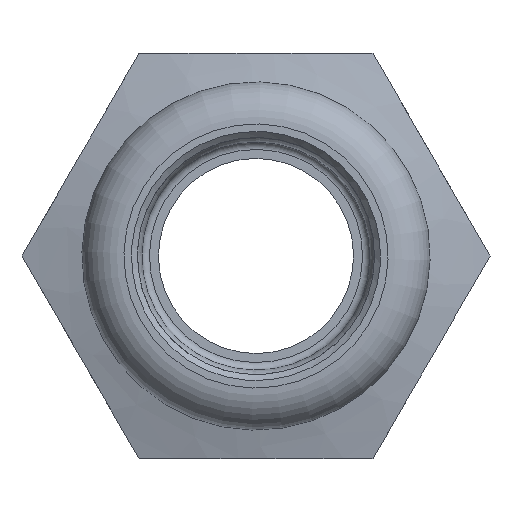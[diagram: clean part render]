
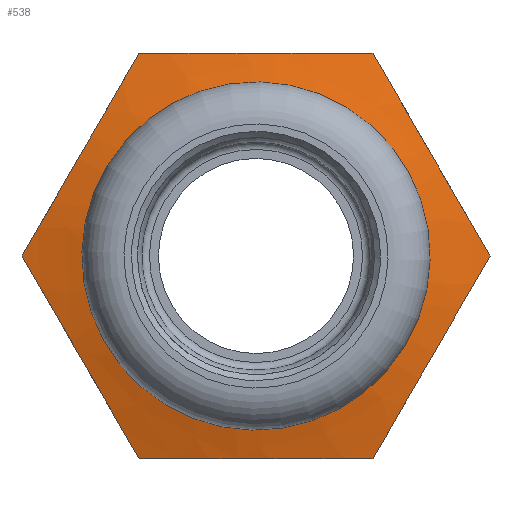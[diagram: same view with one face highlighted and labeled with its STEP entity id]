
A CAD part, left-side view. The second image highlights one B-rep face of the part: STEP entity #538.
In plain terms, the highlighted conical face has half-angle 75 degrees and reference radius 9 mm.
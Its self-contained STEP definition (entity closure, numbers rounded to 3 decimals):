
#57=CIRCLE('',#623,9.841);
#75=CONICAL_SURFACE('',#622,9.,1.309);
#103=FACE_OUTER_BOUND('',#140,.T.);
#140=EDGE_LOOP('',(#435,#436,#437,#438,#439,#440,#441,#442,#443,#444,#445));
#151=B_SPLINE_CURVE_WITH_KNOTS('',5,(#796,#797,#798,#799,#800,#801,#802,
#803,#804),.UNSPECIFIED.,.F.,.F.,(6,3,6),(0.,30.385,50.63),
 .UNSPECIFIED.);
#152=B_SPLINE_CURVE_WITH_KNOTS('',5,(#806,#807,#808,#809,#810,#811,#812,
#813,#814),.UNSPECIFIED.,.F.,.F.,(6,3,6),(0.,34.39,55.395),
 .UNSPECIFIED.);
#154=B_SPLINE_CURVE_WITH_KNOTS('',5,(#844,#845,#846,#847,#848,#849,#850,
#851,#852,#853,#854,#855,#856,#857,#858),.UNSPECIFIED.,.F.,.F.,(6,3,3,3,
6),(0.,26.316,60.212,90.198,106.026),
 .UNSPECIFIED.);
#156=B_SPLINE_CURVE_WITH_KNOTS('',5,(#874,#875,#876,#877,#878,#879,#880,
#881,#882,#883,#884,#885,#886,#887,#888),.UNSPECIFIED.,.F.,.F.,(6,3,3,3,
6),(0.,26.316,60.212,90.198,106.026),
 .UNSPECIFIED.);
#158=B_SPLINE_CURVE_WITH_KNOTS('',5,(#914,#915,#916,#917,#918,#919,#920,
#921,#922,#923,#924,#925,#926,#927,#928),.UNSPECIFIED.,.F.,.F.,(6,3,3,3,
6),(0.,26.316,60.212,90.198,106.026),
 .UNSPECIFIED.);
#160=B_SPLINE_CURVE_WITH_KNOTS('',5,(#942,#943,#944,#945,#946,#947,#948,
#949,#950),.UNSPECIFIED.,.F.,.F.,(6,3,6),(0.,30.385,50.63),
 .UNSPECIFIED.);
#161=B_SPLINE_CURVE_WITH_KNOTS('',5,(#952,#953,#954,#955,#956,#957,#958,
#959,#960),.UNSPECIFIED.,.F.,.F.,(6,3,6),(0.,34.39,55.395),
 .UNSPECIFIED.);
#165=B_SPLINE_CURVE_WITH_KNOTS('',5,(#989,#990,#991,#992,#993,#994,#995,
#996,#997,#998,#999,#1000,#1001,#1002,#1003),.UNSPECIFIED.,.F.,.F.,(6,3,
3,3,6),(0.,26.316,60.212,90.198,106.026),
 .UNSPECIFIED.);
#182=LINE('',#1088,#199);
#199=VECTOR('',#763,9.);
#203=VERTEX_POINT('',#793);
#204=VERTEX_POINT('',#795);
#205=VERTEX_POINT('',#805);
#210=VERTEX_POINT('',#843);
#213=VERTEX_POINT('',#872);
#218=VERTEX_POINT('',#913);
#220=VERTEX_POINT('',#941);
#221=VERTEX_POINT('',#951);
#242=VERTEX_POINT('',#1087);
#248=EDGE_CURVE('',#204,#203,#151,.T.);
#249=EDGE_CURVE('',#204,#205,#152,.T.);
#257=EDGE_CURVE('',#205,#210,#154,.T.);
#261=EDGE_CURVE('',#213,#203,#156,.T.);
#269=EDGE_CURVE('',#210,#218,#158,.T.);
#272=EDGE_CURVE('',#220,#218,#160,.T.);
#273=EDGE_CURVE('',#220,#221,#161,.T.);
#278=EDGE_CURVE('',#221,#213,#165,.T.);
#310=EDGE_CURVE('',#204,#242,#182,.T.);
#311=EDGE_CURVE('',#242,#242,#57,.T.);
#435=ORIENTED_EDGE('',*,*,#248,.T.);
#436=ORIENTED_EDGE('',*,*,#261,.F.);
#437=ORIENTED_EDGE('',*,*,#278,.F.);
#438=ORIENTED_EDGE('',*,*,#273,.F.);
#439=ORIENTED_EDGE('',*,*,#272,.T.);
#440=ORIENTED_EDGE('',*,*,#269,.F.);
#441=ORIENTED_EDGE('',*,*,#257,.F.);
#442=ORIENTED_EDGE('',*,*,#249,.F.);
#443=ORIENTED_EDGE('',*,*,#310,.T.);
#444=ORIENTED_EDGE('',*,*,#311,.T.);
#445=ORIENTED_EDGE('',*,*,#310,.F.);
#538=ADVANCED_FACE('',(#103),#75,.T.);
#622=AXIS2_PLACEMENT_3D('',#1086,#761,#762);
#623=AXIS2_PLACEMENT_3D('',#1089,#764,#765);
#761=DIRECTION('center_axis',(1.,0.,0.));
#762=DIRECTION('ref_axis',(0.,-0.878,-0.479));
#763=DIRECTION('',(-0.259,-0.848,-0.463));
#764=DIRECTION('center_axis',(1.,0.,0.));
#765=DIRECTION('ref_axis',(0.,-1.,0.));
#793=CARTESIAN_POINT('',(18.765,15.588,0.));
#795=CARTESIAN_POINT('',(18.207,11.851,6.474));
#796=CARTESIAN_POINT('Ctrl Pts',(18.207,11.851,6.474));
#797=CARTESIAN_POINT('Ctrl Pts',(18.212,12.257,5.77));
#798=CARTESIAN_POINT('Ctrl Pts',(18.233,12.666,5.063));
#799=CARTESIAN_POINT('Ctrl Pts',(18.272,13.081,4.343));
#800=CARTESIAN_POINT('Ctrl Pts',(18.365,13.796,3.105));
#801=CARTESIAN_POINT('Ctrl Pts',(18.517,14.571,1.762));
#802=CARTESIAN_POINT('Ctrl Pts',(18.587,14.894,1.203));
#803=CARTESIAN_POINT('Ctrl Pts',(18.67,15.231,0.618));
#804=CARTESIAN_POINT('Ctrl Pts',(18.765,15.588,0.));
#805=CARTESIAN_POINT('',(18.765,7.794,13.5));
#806=CARTESIAN_POINT('Ctrl Pts',(18.207,11.851,6.474));
#807=CARTESIAN_POINT('Ctrl Pts',(18.201,11.39,7.271));
#808=CARTESIAN_POINT('Ctrl Pts',(18.216,10.932,8.066));
#809=CARTESIAN_POINT('Ctrl Pts',(18.252,10.467,8.871));
#810=CARTESIAN_POINT('Ctrl Pts',(18.346,9.693,10.212));
#811=CARTESIAN_POINT('Ctrl Pts',(18.509,8.848,11.675));
#812=CARTESIAN_POINT('Ctrl Pts',(18.581,8.514,12.253));
#813=CARTESIAN_POINT('Ctrl Pts',(18.666,8.165,12.858));
#814=CARTESIAN_POINT('Ctrl Pts',(18.765,7.794,13.5));
#843=CARTESIAN_POINT('',(18.765,-7.794,13.5));
#844=CARTESIAN_POINT('Ctrl Pts',(18.765,7.794,13.5));
#845=CARTESIAN_POINT('Ctrl Pts',(18.641,6.866,13.5));
#846=CARTESIAN_POINT('Ctrl Pts',(18.539,6.003,13.5));
#847=CARTESIAN_POINT('Ctrl Pts',(18.456,5.188,13.5));
#848=CARTESIAN_POINT('Ctrl Pts',(18.302,3.404,13.5));
#849=CARTESIAN_POINT('Ctrl Pts',(18.224,1.754,13.5));
#850=CARTESIAN_POINT('Ctrl Pts',(18.201,0.848,13.5));
#851=CARTESIAN_POINT('Ctrl Pts',(18.195,-0.85,13.5));
#852=CARTESIAN_POINT('Ctrl Pts',(18.262,-2.585,13.5));
#853=CARTESIAN_POINT('Ctrl Pts',(18.31,-3.42,13.5));
#854=CARTESIAN_POINT('Ctrl Pts',(18.412,-4.744,13.5));
#855=CARTESIAN_POINT('Ctrl Pts',(18.565,-6.186,13.5));
#856=CARTESIAN_POINT('Ctrl Pts',(18.624,-6.701,13.5));
#857=CARTESIAN_POINT('Ctrl Pts',(18.691,-7.236,13.5));
#858=CARTESIAN_POINT('Ctrl Pts',(18.765,-7.794,13.5));
#872=CARTESIAN_POINT('',(18.765,7.794,-13.5));
#874=CARTESIAN_POINT('Ctrl Pts',(18.765,7.794,-13.5));
#875=CARTESIAN_POINT('Ctrl Pts',(18.641,8.258,-12.696));
#876=CARTESIAN_POINT('Ctrl Pts',(18.539,8.69,-11.949));
#877=CARTESIAN_POINT('Ctrl Pts',(18.456,9.097,-11.243));
#878=CARTESIAN_POINT('Ctrl Pts',(18.302,9.989,-9.698));
#879=CARTESIAN_POINT('Ctrl Pts',(18.224,10.814,-8.269));
#880=CARTESIAN_POINT('Ctrl Pts',(18.201,11.267,-7.484));
#881=CARTESIAN_POINT('Ctrl Pts',(18.195,12.116,-6.014));
#882=CARTESIAN_POINT('Ctrl Pts',(18.262,12.984,-4.511));
#883=CARTESIAN_POINT('Ctrl Pts',(18.31,13.401,-3.789));
#884=CARTESIAN_POINT('Ctrl Pts',(18.412,14.064,-2.641));
#885=CARTESIAN_POINT('Ctrl Pts',(18.565,14.785,-1.392));
#886=CARTESIAN_POINT('Ctrl Pts',(18.624,15.042,-0.946));
#887=CARTESIAN_POINT('Ctrl Pts',(18.691,15.309,-0.483));
#888=CARTESIAN_POINT('Ctrl Pts',(18.765,15.588,0.));
#913=CARTESIAN_POINT('',(18.765,-15.588,0.));
#914=CARTESIAN_POINT('Ctrl Pts',(18.765,-7.794,13.5));
#915=CARTESIAN_POINT('Ctrl Pts',(18.641,-8.258,12.696));
#916=CARTESIAN_POINT('Ctrl Pts',(18.539,-8.69,11.949));
#917=CARTESIAN_POINT('Ctrl Pts',(18.456,-9.097,11.243));
#918=CARTESIAN_POINT('Ctrl Pts',(18.302,-9.989,9.698));
#919=CARTESIAN_POINT('Ctrl Pts',(18.224,-10.814,8.269));
#920=CARTESIAN_POINT('Ctrl Pts',(18.201,-11.267,7.484));
#921=CARTESIAN_POINT('Ctrl Pts',(18.195,-12.116,6.014));
#922=CARTESIAN_POINT('Ctrl Pts',(18.262,-12.984,4.511));
#923=CARTESIAN_POINT('Ctrl Pts',(18.31,-13.401,3.789));
#924=CARTESIAN_POINT('Ctrl Pts',(18.412,-14.064,2.641));
#925=CARTESIAN_POINT('Ctrl Pts',(18.565,-14.785,1.392));
#926=CARTESIAN_POINT('Ctrl Pts',(18.624,-15.042,0.946));
#927=CARTESIAN_POINT('Ctrl Pts',(18.691,-15.309,0.483));
#928=CARTESIAN_POINT('Ctrl Pts',(18.765,-15.588,0.));
#941=CARTESIAN_POINT('',(18.207,-11.851,-6.474));
#942=CARTESIAN_POINT('Ctrl Pts',(18.207,-11.851,-6.474));
#943=CARTESIAN_POINT('Ctrl Pts',(18.212,-12.257,-5.77));
#944=CARTESIAN_POINT('Ctrl Pts',(18.233,-12.666,-5.063));
#945=CARTESIAN_POINT('Ctrl Pts',(18.272,-13.081,-4.343));
#946=CARTESIAN_POINT('Ctrl Pts',(18.365,-13.796,-3.105));
#947=CARTESIAN_POINT('Ctrl Pts',(18.517,-14.571,-1.762));
#948=CARTESIAN_POINT('Ctrl Pts',(18.587,-14.894,-1.203));
#949=CARTESIAN_POINT('Ctrl Pts',(18.67,-15.231,-0.618));
#950=CARTESIAN_POINT('Ctrl Pts',(18.765,-15.588,0.));
#951=CARTESIAN_POINT('',(18.765,-7.794,-13.5));
#952=CARTESIAN_POINT('Ctrl Pts',(18.207,-11.851,-6.474));
#953=CARTESIAN_POINT('Ctrl Pts',(18.201,-11.39,-7.271));
#954=CARTESIAN_POINT('Ctrl Pts',(18.216,-10.932,-8.066));
#955=CARTESIAN_POINT('Ctrl Pts',(18.252,-10.467,-8.871));
#956=CARTESIAN_POINT('Ctrl Pts',(18.346,-9.693,-10.212));
#957=CARTESIAN_POINT('Ctrl Pts',(18.509,-8.848,-11.675));
#958=CARTESIAN_POINT('Ctrl Pts',(18.581,-8.514,-12.253));
#959=CARTESIAN_POINT('Ctrl Pts',(18.666,-8.165,-12.858));
#960=CARTESIAN_POINT('Ctrl Pts',(18.765,-7.794,-13.5));
#989=CARTESIAN_POINT('Ctrl Pts',(18.765,-7.794,-13.5));
#990=CARTESIAN_POINT('Ctrl Pts',(18.641,-6.866,-13.5));
#991=CARTESIAN_POINT('Ctrl Pts',(18.539,-6.003,-13.5));
#992=CARTESIAN_POINT('Ctrl Pts',(18.456,-5.188,-13.5));
#993=CARTESIAN_POINT('Ctrl Pts',(18.302,-3.404,-13.5));
#994=CARTESIAN_POINT('Ctrl Pts',(18.224,-1.754,-13.5));
#995=CARTESIAN_POINT('Ctrl Pts',(18.201,-0.848,-13.5));
#996=CARTESIAN_POINT('Ctrl Pts',(18.195,0.85,-13.5));
#997=CARTESIAN_POINT('Ctrl Pts',(18.262,2.585,-13.5));
#998=CARTESIAN_POINT('Ctrl Pts',(18.31,3.42,-13.5));
#999=CARTESIAN_POINT('Ctrl Pts',(18.412,4.744,-13.5));
#1000=CARTESIAN_POINT('Ctrl Pts',(18.565,6.186,-13.5));
#1001=CARTESIAN_POINT('Ctrl Pts',(18.624,6.701,-13.5));
#1002=CARTESIAN_POINT('Ctrl Pts',(18.691,7.236,-13.5));
#1003=CARTESIAN_POINT('Ctrl Pts',(18.765,7.794,-13.5));
#1086=CARTESIAN_POINT('Origin',(17.,0.,0.));
#1087=CARTESIAN_POINT('',(17.225,8.636,4.718));
#1088=CARTESIAN_POINT('',(17.,7.898,4.315));
#1089=CARTESIAN_POINT('Origin',(17.225,0.,0.));
